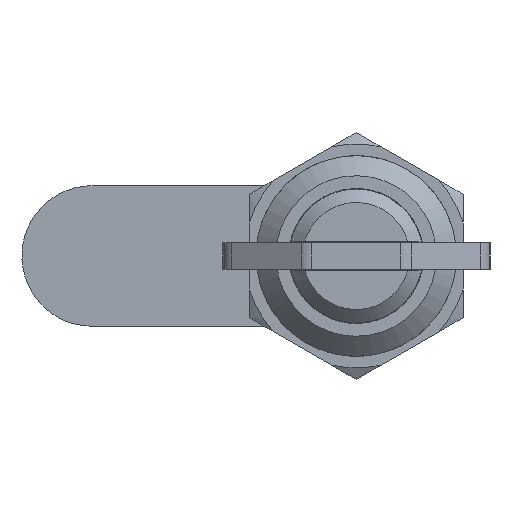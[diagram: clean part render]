
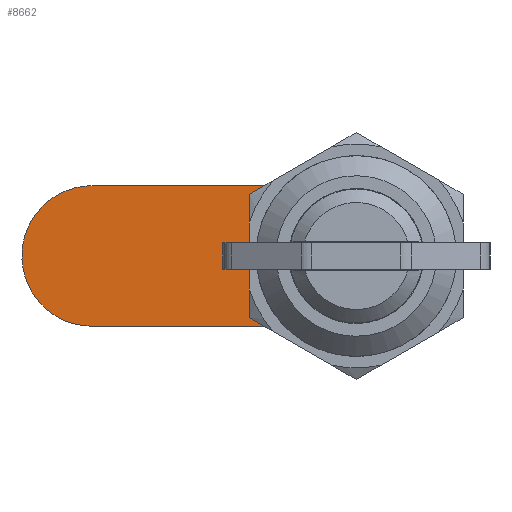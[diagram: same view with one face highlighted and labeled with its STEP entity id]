
A CAD part, front view. The second image highlights one B-rep face of the part: STEP entity #8662.
In plain terms, the highlighted free-form (B-spline) face has degree [1, 1] with [2, 2] control points.
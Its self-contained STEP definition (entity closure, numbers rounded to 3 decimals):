
#8270=CARTESIAN_POINT('',(0.,12.5,5.25));
#8271=VERTEX_POINT('',#8270);
#8272=CARTESIAN_POINT('',(5.509,12.5,2.569));
#8273=VERTEX_POINT('',#8272);
#8274=CARTESIAN_POINT('',(0.,12.5,5.25));
#8275=CARTESIAN_POINT('',(3.407,12.5,5.25));
#8276=CARTESIAN_POINT('',(5.509,12.5,2.569));
#8284=(BOUNDED_CURVE()B_SPLINE_CURVE(2,(#8274,#8275,#8276),.UNSPECIFIED.,.F.,.U.)CURVE()GEOMETRIC_REPRESENTATION_ITEM()QUASI_UNIFORM_CURVE()RATIONAL_B_SPLINE_CURVE((1.0,0.899,1.0))REPRESENTATION_ITEM(''));
#8285=EDGE_CURVE('',#8271,#8273,#8284,.T.);
#8322=CARTESIAN_POINT('',(4.26,12.5,1.986));
#8323=VERTEX_POINT('',#8322);
#8324=CARTESIAN_POINT('',(4.26,12.5,1.986));
#8325=CARTESIAN_POINT('',(5.509,12.5,2.569));
#8326=QUASI_UNIFORM_CURVE('',1,(#8324,#8325),.UNSPECIFIED.,.F.,.U.);
#8327=EDGE_CURVE('',#8323,#8273,#8326,.T.);
#8363=CARTESIAN_POINT('',(-1.986,12.5,-4.26));
#8364=VERTEX_POINT('',#8363);
#8365=CARTESIAN_POINT('',(4.26,12.5,1.986));
#8366=CARTESIAN_POINT('',(4.488,12.5,1.499));
#8367=CARTESIAN_POINT('',(4.709,12.5,0.678));
#8368=CARTESIAN_POINT('',(4.706,12.5,-0.614));
#8369=CARTESIAN_POINT('',(4.467,12.5,-1.582));
#8370=CARTESIAN_POINT('',(4.027,12.5,-2.468));
#8371=CARTESIAN_POINT('',(3.53,12.5,-3.147));
#8372=CARTESIAN_POINT('',(2.736,12.5,-3.882));
#8373=CARTESIAN_POINT('',(1.753,12.5,-4.418));
#8374=CARTESIAN_POINT('',(0.76,12.5,-4.662));
#8375=CARTESIAN_POINT('',(-0.107,12.5,-4.722));
#8376=CARTESIAN_POINT('',(-1.004,12.5,-4.63));
#8377=CARTESIAN_POINT('',(-1.661,12.5,-4.411));
#8378=CARTESIAN_POINT('',(-1.986,12.5,-4.26));
#8379=B_SPLINE_CURVE_WITH_KNOTS('',3,(#8365,#8366,#8367,#8368,#8369,#8370,#8371,#8372,#8373,#8374,#8375,#8376,#8377,#8378),.UNSPECIFIED.,.F.,.U.,(4,1,1,1,1,1,1,1,1,1,1,4),(0.,1.615,2.512,3.858,4.576,5.473,6.37,7.806,8.793,9.421,10.408,11.484),.UNSPECIFIED.);
#8380=EDGE_CURVE('',#8323,#8364,#8379,.T.);
#8415=CARTESIAN_POINT('',(-2.448,12.5,-5.25));
#8416=VERTEX_POINT('',#8415);
#8417=CARTESIAN_POINT('',(-2.448,12.5,-5.25));
#8418=CARTESIAN_POINT('',(-1.986,12.5,-4.26));
#8419=QUASI_UNIFORM_CURVE('',1,(#8417,#8418),.UNSPECIFIED.,.F.,.U.);
#8420=EDGE_CURVE('',#8416,#8364,#8419,.T.);
#8443=CARTESIAN_POINT('',(-19.75,12.5,-5.25));
#8444=VERTEX_POINT('',#8443);
#8445=CARTESIAN_POINT('',(-19.75,12.5,-5.25));
#8446=CARTESIAN_POINT('',(-2.448,12.5,-5.25));
#8447=QUASI_UNIFORM_CURVE('',1,(#8445,#8446),.UNSPECIFIED.,.F.,.U.);
#8448=EDGE_CURVE('',#8444,#8416,#8447,.T.);
#8484=CARTESIAN_POINT('',(-19.75,12.5,5.25));
#8485=VERTEX_POINT('',#8484);
#8486=CARTESIAN_POINT('',(-19.75,12.5,-5.25));
#8487=CARTESIAN_POINT('',(-20.394,12.5,-5.251));
#8488=CARTESIAN_POINT('',(-21.382,12.5,-5.066));
#8489=CARTESIAN_POINT('',(-22.712,12.5,-4.396));
#8490=CARTESIAN_POINT('',(-23.587,12.5,-3.651));
#8491=CARTESIAN_POINT('',(-24.254,12.5,-2.75));
#8492=CARTESIAN_POINT('',(-24.714,12.5,-1.823));
#8493=CARTESIAN_POINT('',(-24.973,12.5,-0.818));
#8494=CARTESIAN_POINT('',(-25.029,12.5,0.323));
#8495=CARTESIAN_POINT('',(-24.864,12.5,1.349));
#8496=CARTESIAN_POINT('',(-24.476,12.5,2.354));
#8497=CARTESIAN_POINT('',(-23.955,12.5,3.199));
#8498=CARTESIAN_POINT('',(-23.279,12.5,3.927));
#8499=CARTESIAN_POINT('',(-22.552,12.5,4.466));
#8500=CARTESIAN_POINT('',(-21.711,12.5,4.902));
#8501=CARTESIAN_POINT('',(-20.781,12.5,5.185));
#8502=CARTESIAN_POINT('',(-20.072,12.5,5.25));
#8503=CARTESIAN_POINT('',(-19.75,12.5,5.25));
#8504=B_SPLINE_CURVE_WITH_KNOTS('',3,(#8486,#8487,#8488,#8489,#8490,#8491,#8492,#8493,#8494,#8495,#8496,#8497,#8498,#8499,#8500,#8501,#8502,#8503),.UNSPECIFIED.,.F.,.U.,(4,1,1,1,1,1,1,1,1,1,1,1,1,1,1,4),(0.,1.933,2.964,4.446,5.348,6.314,7.538,8.44,9.729,10.631,11.661,12.692,13.594,14.367,15.527,16.493),.UNSPECIFIED.);
#8505=EDGE_CURVE('',#8444,#8485,#8504,.T.);
#8543=CARTESIAN_POINT('',(0.,12.5,5.25));
#8544=CARTESIAN_POINT('',(-19.75,12.5,5.25));
#8545=QUASI_UNIFORM_CURVE('',1,(#8543,#8544),.UNSPECIFIED.,.F.,.U.);
#8546=EDGE_CURVE('',#8271,#8485,#8545,.T.);
#8558=CARTESIAN_POINT('',(7.033,12.5,5.774));
#8559=CARTESIAN_POINT('',(-26.524,12.5,5.774));
#8560=CARTESIAN_POINT('',(7.033,12.5,-5.774));
#8561=CARTESIAN_POINT('',(-26.524,12.5,-5.774));
#8562=B_SPLINE_SURFACE_WITH_KNOTS('',1,1,((#8558,#8560),(#8559,#8561)),.UNSPECIFIED.,.F.,.F.,.U.,(2,2),(2,2),(0.0,33.557),(0.0,11.549),.UNSPECIFIED.);
#8563=ORIENTED_EDGE('',*,*,#8546,.T.);
#8564=ORIENTED_EDGE('',*,*,#8505,.F.);
#8565=ORIENTED_EDGE('',*,*,#8448,.T.);
#8566=ORIENTED_EDGE('',*,*,#8420,.T.);
#8567=ORIENTED_EDGE('',*,*,#8380,.F.);
#8568=ORIENTED_EDGE('',*,*,#8327,.T.);
#8569=ORIENTED_EDGE('',*,*,#8285,.F.);
#8570=EDGE_LOOP('',(#8563,#8564,#8565,#8566,#8567,#8568,#8569));
#8571=FACE_OUTER_BOUND('',#8570,.T.);
#8572=CARTESIAN_POINT('',(-2.55,12.5,2.05));
#8573=VERTEX_POINT('',#8572);
#8574=CARTESIAN_POINT('',(-2.05,12.5,2.55));
#8575=VERTEX_POINT('',#8574);
#8576=CARTESIAN_POINT('',(-2.55,12.5,2.05));
#8577=CARTESIAN_POINT('',(-2.55,12.5,2.55));
#8578=CARTESIAN_POINT('',(-2.05,12.5,2.55));
#8586=(BOUNDED_CURVE()B_SPLINE_CURVE(2,(#8576,#8577,#8578),.UNSPECIFIED.,.F.,.U.)CURVE()GEOMETRIC_REPRESENTATION_ITEM()QUASI_UNIFORM_CURVE()RATIONAL_B_SPLINE_CURVE((1.0,0.707,1.0))REPRESENTATION_ITEM(''));
#8587=EDGE_CURVE('',#8573,#8575,#8586,.T.);
#8588=ORIENTED_EDGE('',*,*,#8587,.T.);
#8589=CARTESIAN_POINT('',(2.05,12.5,2.55));
#8590=VERTEX_POINT('',#8589);
#8591=CARTESIAN_POINT('',(-2.05,12.5,2.55));
#8592=CARTESIAN_POINT('',(2.05,12.5,2.55));
#8593=QUASI_UNIFORM_CURVE('',1,(#8591,#8592),.UNSPECIFIED.,.F.,.U.);
#8594=EDGE_CURVE('',#8575,#8590,#8593,.T.);
#8595=ORIENTED_EDGE('',*,*,#8594,.T.);
#8596=CARTESIAN_POINT('',(2.55,12.5,2.05));
#8597=VERTEX_POINT('',#8596);
#8598=CARTESIAN_POINT('',(2.05,12.5,2.55));
#8599=CARTESIAN_POINT('',(2.55,12.5,2.55));
#8600=CARTESIAN_POINT('',(2.55,12.5,2.05));
#8608=(BOUNDED_CURVE()B_SPLINE_CURVE(2,(#8598,#8599,#8600),.UNSPECIFIED.,.F.,.U.)CURVE()GEOMETRIC_REPRESENTATION_ITEM()QUASI_UNIFORM_CURVE()RATIONAL_B_SPLINE_CURVE((1.0,0.707,1.0))REPRESENTATION_ITEM(''));
#8609=EDGE_CURVE('',#8590,#8597,#8608,.T.);
#8610=ORIENTED_EDGE('',*,*,#8609,.T.);
#8611=CARTESIAN_POINT('',(2.55,12.5,-2.05));
#8612=VERTEX_POINT('',#8611);
#8613=CARTESIAN_POINT('',(2.55,12.5,2.05));
#8614=CARTESIAN_POINT('',(2.55,12.5,-2.05));
#8615=QUASI_UNIFORM_CURVE('',1,(#8613,#8614),.UNSPECIFIED.,.F.,.U.);
#8616=EDGE_CURVE('',#8597,#8612,#8615,.T.);
#8617=ORIENTED_EDGE('',*,*,#8616,.T.);
#8618=CARTESIAN_POINT('',(2.05,12.5,-2.55));
#8619=VERTEX_POINT('',#8618);
#8620=CARTESIAN_POINT('',(2.55,12.5,-2.05));
#8621=CARTESIAN_POINT('',(2.55,12.5,-2.55));
#8622=CARTESIAN_POINT('',(2.05,12.5,-2.55));
#8630=(BOUNDED_CURVE()B_SPLINE_CURVE(2,(#8620,#8621,#8622),.UNSPECIFIED.,.F.,.U.)CURVE()GEOMETRIC_REPRESENTATION_ITEM()QUASI_UNIFORM_CURVE()RATIONAL_B_SPLINE_CURVE((1.0,0.707,1.0))REPRESENTATION_ITEM(''));
#8631=EDGE_CURVE('',#8612,#8619,#8630,.T.);
#8632=ORIENTED_EDGE('',*,*,#8631,.T.);
#8633=CARTESIAN_POINT('',(-2.05,12.5,-2.55));
#8634=VERTEX_POINT('',#8633);
#8635=CARTESIAN_POINT('',(2.05,12.5,-2.55));
#8636=CARTESIAN_POINT('',(-2.05,12.5,-2.55));
#8637=QUASI_UNIFORM_CURVE('',1,(#8635,#8636),.UNSPECIFIED.,.F.,.U.);
#8638=EDGE_CURVE('',#8619,#8634,#8637,.T.);
#8639=ORIENTED_EDGE('',*,*,#8638,.T.);
#8640=CARTESIAN_POINT('',(-2.55,12.5,-2.05));
#8641=VERTEX_POINT('',#8640);
#8642=CARTESIAN_POINT('',(-2.05,12.5,-2.55));
#8643=CARTESIAN_POINT('',(-2.55,12.5,-2.55));
#8644=CARTESIAN_POINT('',(-2.55,12.5,-2.05));
#8652=(BOUNDED_CURVE()B_SPLINE_CURVE(2,(#8642,#8643,#8644),.UNSPECIFIED.,.F.,.U.)CURVE()GEOMETRIC_REPRESENTATION_ITEM()QUASI_UNIFORM_CURVE()RATIONAL_B_SPLINE_CURVE((1.0,0.707,1.0))REPRESENTATION_ITEM(''));
#8653=EDGE_CURVE('',#8634,#8641,#8652,.T.);
#8654=ORIENTED_EDGE('',*,*,#8653,.T.);
#8655=CARTESIAN_POINT('',(-2.55,12.5,-2.05));
#8656=CARTESIAN_POINT('',(-2.55,12.5,2.05));
#8657=QUASI_UNIFORM_CURVE('',1,(#8655,#8656),.UNSPECIFIED.,.F.,.U.);
#8658=EDGE_CURVE('',#8641,#8573,#8657,.T.);
#8659=ORIENTED_EDGE('',*,*,#8658,.T.);
#8660=EDGE_LOOP('',(#8588,#8595,#8610,#8617,#8632,#8639,#8654,#8659));
#8661=FACE_BOUND('',#8660,.T.);
#8662=ADVANCED_FACE('',(#8571,#8661),#8562,.T.);
